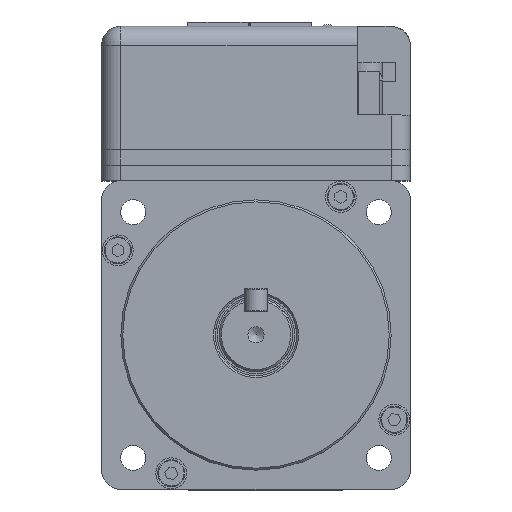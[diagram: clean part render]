
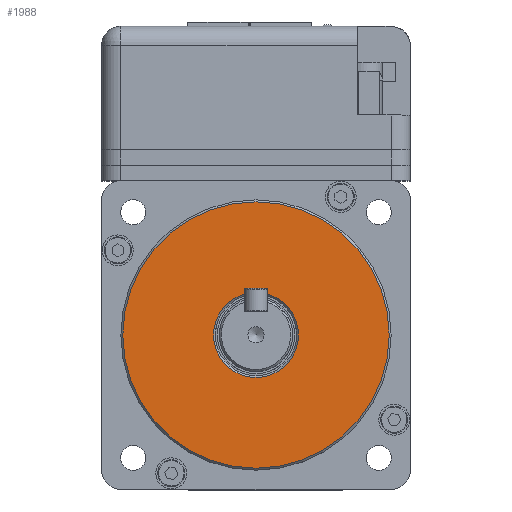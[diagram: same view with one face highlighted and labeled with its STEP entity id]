
A CAD part, top view. The second image highlights one B-rep face of the part: STEP entity #1988.
In plain terms, the highlighted planar face has unit normal (0, 0, 1).
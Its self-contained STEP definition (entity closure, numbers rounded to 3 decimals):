
#310 = FACE_BOUND ( 'NONE', #32761, .T. ) ;
#1988 = ADVANCED_FACE ( 'NONE', ( #310, #18963 ), #31586, .F. ) ;
#2000 = CIRCLE ( 'NONE', #24691, 11. ) ;
#9248 = CARTESIAN_POINT ( 'NONE',  ( 0., 10.5, 19.5 ) ) ;
#9723 = CARTESIAN_POINT ( 'NONE',  ( -11., 0., 19.5 ) ) ;
#11782 = CARTESIAN_POINT ( 'NONE',  ( 0., 0., 19.5 ) ) ;
#12277 = DIRECTION ( 'NONE',  ( -1., 0., 0. ) ) ;
#12884 = EDGE_CURVE ( 'NONE', #24959, #24959, #2000, .T. ) ;
#15882 = CIRCLE ( 'NONE', #24989, 34.5 ) ;
#17880 = DIRECTION ( 'NONE',  ( 0., 0., 1. ) ) ;
#18400 = AXIS2_PLACEMENT_3D ( 'NONE', #9248, #37276, #12277 ) ;
#18820 = DIRECTION ( 'NONE',  ( 0., 0., -1. ) ) ;
#18963 = FACE_OUTER_BOUND ( 'NONE', #37424, .T. ) ;
#19981 = EDGE_CURVE ( 'NONE', #38765, #38765, #15882, .T. ) ;
#22036 = ORIENTED_EDGE ( 'NONE', *, *, #19981, .T. ) ;
#22076 = CARTESIAN_POINT ( 'NONE',  ( 0., 0., 19.5 ) ) ;
#23972 = DIRECTION ( 'NONE',  ( -1., 0., 0. ) ) ;
#24691 = AXIS2_PLACEMENT_3D ( 'NONE', #22076, #18820, #31233 ) ;
#24959 = VERTEX_POINT ( 'NONE', #9723 ) ;
#24989 = AXIS2_PLACEMENT_3D ( 'NONE', #11782, #17880, #23972 ) ;
#31233 = DIRECTION ( 'NONE',  ( -1., 0., 0. ) ) ;
#31586 = PLANE ( 'NONE',  #18400 ) ;
#32761 = EDGE_LOOP ( 'NONE', ( #40108 ) ) ;
#37276 = DIRECTION ( 'NONE',  ( 0., 0., -1. ) ) ;
#37424 = EDGE_LOOP ( 'NONE', ( #22036 ) ) ;
#38568 = CARTESIAN_POINT ( 'NONE',  ( -34.5, 0., 19.5 ) ) ;
#38765 = VERTEX_POINT ( 'NONE', #38568 ) ;
#40108 = ORIENTED_EDGE ( 'NONE', *, *, #12884, .T. ) ;
